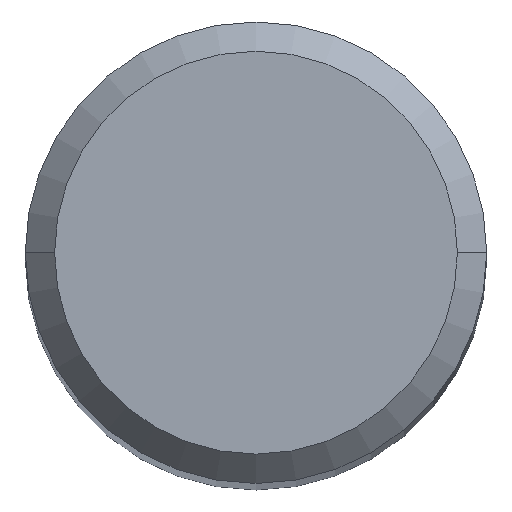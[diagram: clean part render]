
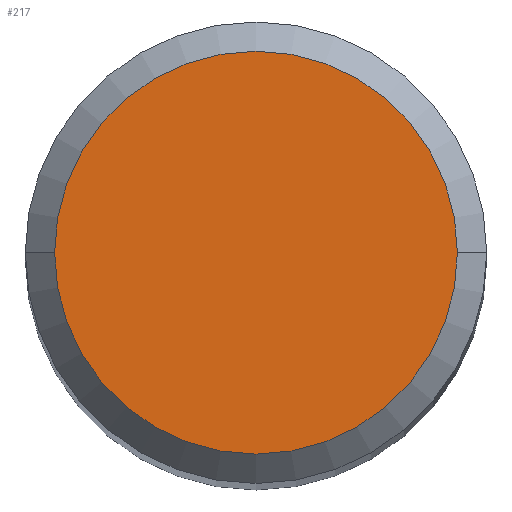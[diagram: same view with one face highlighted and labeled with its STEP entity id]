
A CAD part, top view. The second image highlights one B-rep face of the part: STEP entity #217.
In plain terms, the highlighted planar face has unit normal (0, 0, 1).
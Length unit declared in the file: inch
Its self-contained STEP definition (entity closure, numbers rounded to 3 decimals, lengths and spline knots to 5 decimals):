
#3 = AXIS2_PLACEMENT_3D ( 'NONE', #410, #304, #147 ) ;
#35 = EDGE_LOOP ( 'NONE', ( #401, #201 ) ) ;
#73 = CIRCLE ( 'NONE', #215, 0.10311 ) ;
#74 = DIRECTION ( 'NONE',  ( 1., 0., 0. ) ) ;
#87 = CARTESIAN_POINT ( 'NONE',  ( 0., 0., 2.24409 ) ) ;
#117 = DIRECTION ( 'NONE',  ( 0., 0., 1. ) ) ;
#121 = FACE_OUTER_BOUND ( 'NONE', #35, .T. ) ;
#137 = EDGE_CURVE ( 'NONE', #224, #360, #380, .T. ) ;
#139 = EDGE_CURVE ( 'NONE', #360, #224, #73, .T. ) ;
#147 = DIRECTION ( 'NONE',  ( 1., 0., 0. ) ) ;
#177 = DIRECTION ( 'NONE',  ( 0., 0., 1. ) ) ;
#201 = ORIENTED_EDGE ( 'NONE', *, *, #139, .T. ) ;
#205 = DIRECTION ( 'NONE',  ( 1., 0., 0. ) ) ;
#215 = AXIS2_PLACEMENT_3D ( 'NONE', #87, #177, #205 ) ;
#217 = ADVANCED_FACE ( 'NONE', ( #121 ), #246, .T. ) ;
#224 = VERTEX_POINT ( 'NONE', #346 ) ;
#246 = PLANE ( 'NONE',  #3 ) ;
#301 = CARTESIAN_POINT ( 'NONE',  ( 0., 0., 2.24409 ) ) ;
#304 = DIRECTION ( 'NONE',  ( 0., 0., 1. ) ) ;
#346 = CARTESIAN_POINT ( 'NONE',  ( -0.10311, 0., 2.24409 ) ) ;
#360 = VERTEX_POINT ( 'NONE', #412 ) ;
#369 = AXIS2_PLACEMENT_3D ( 'NONE', #301, #117, #74 ) ;
#380 = CIRCLE ( 'NONE', #369, 0.10311 ) ;
#401 = ORIENTED_EDGE ( 'NONE', *, *, #137, .T. ) ;
#410 = CARTESIAN_POINT ( 'NONE',  ( 0., 0., 2.24409 ) ) ;
#412 = CARTESIAN_POINT ( 'NONE',  ( 0.10311, 0., 2.24409 ) ) ;
